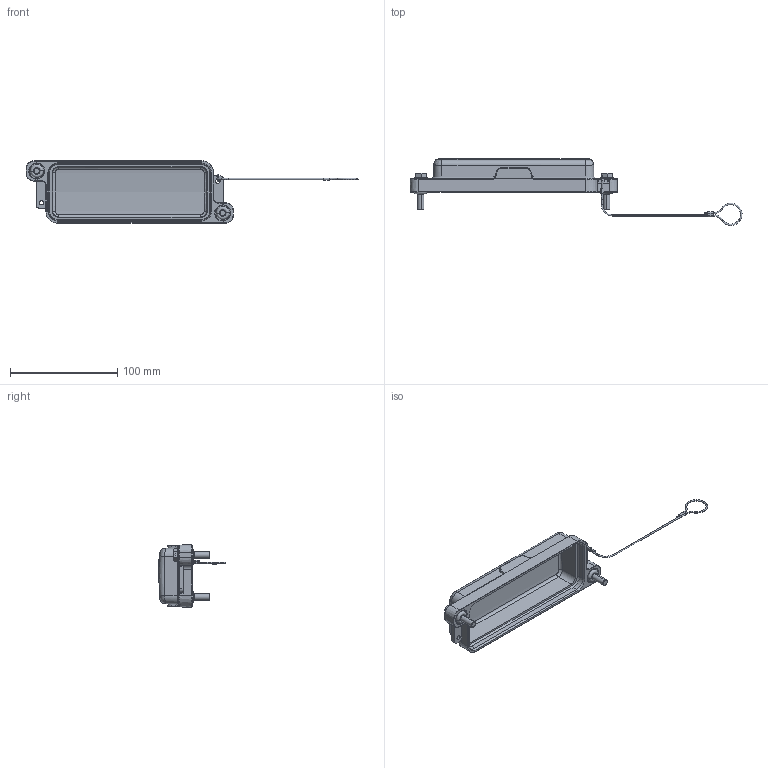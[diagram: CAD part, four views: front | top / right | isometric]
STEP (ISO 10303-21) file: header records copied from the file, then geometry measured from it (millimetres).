
FILE_DESCRIPTION(/* description */ (''),/* implementation_level */ '2;1');
FILE_NAME(/* name */ '3D_1136240208101_HP24B_H-MCV-2S_V1.1.stp',/* time_stamp */ '2023-12-02T10:34:40+08:00',/* author */ (''),/* organization */ (''),/* preprocessor_version */ 'ST-DEVELOPER v18.1',/* originating_system */ 'SIEMENS PLM Software NX 1980',/* authorisation */ '');
FILE_SCHEMA (('AUTOMOTIVE_DESIGN { 1 0 10303 214 3 1 1 1 }'));
Length unit declared in the file: millimetre
Products named in the file (1): 3D_1136240208101_HP24B_H-MCV-2S_V1.1_step
Bounding box: 308.88 x 62.41 x 57.99 mm (x, y, z)
Volume: 62320.2 mm3; surface area: 45025.2 mm2
Topology: 1 solids, 1 shells, 407 faces, 999 edges, 619 vertices
Faces by surface type: plane 134, cylinder 132, cone 63, torus 62, bspline 13, sphere 3
Entity records: 14087 total; most frequent: CARTESIAN_POINT 5183, ORIENTED_EDGE 1998, DIRECTION 1637, EDGE_CURVE 999, AXIS2_PLACEMENT_3D 669, VERTEX_POINT 619, EDGE_LOOP 440, ADVANCED_FACE 407
